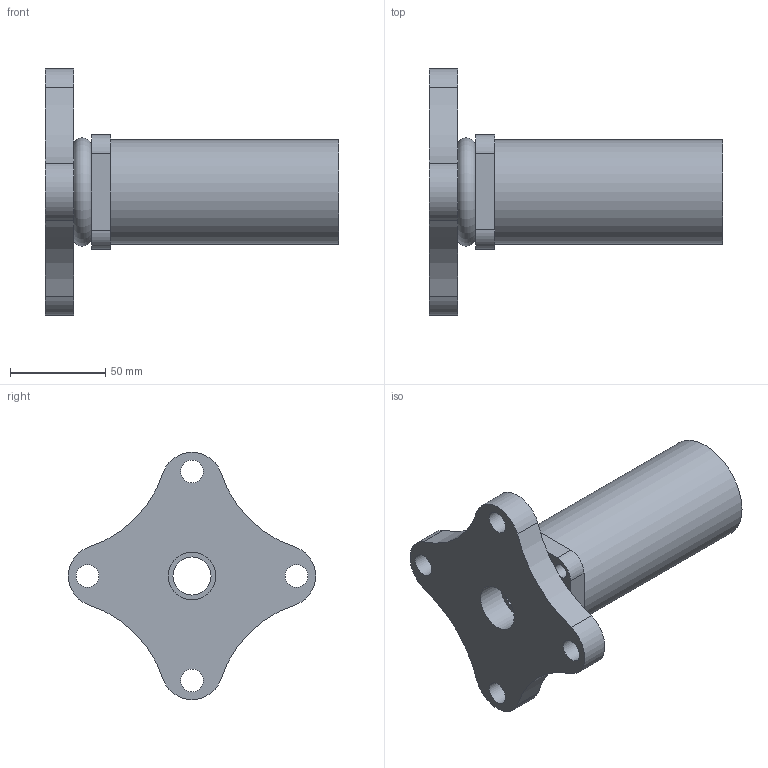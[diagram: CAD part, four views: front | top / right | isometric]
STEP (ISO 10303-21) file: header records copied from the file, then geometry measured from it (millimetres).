
FILE_DESCRIPTION(/* description */ (''),/* implementation_level */ '2;1');
FILE_NAME(/* name */ 'WheelHubFinalMirrored.step',/* time_stamp */ '2024-10-27T19:09:49+05:30',/* author */ (''),/* organization */ (''),/* preprocessor_version */ 'ST-DEVELOPER v20',/* originating_system */ 'Autodesk Translation Framework v13.20.0.188',/* authorisation */ '');
FILE_SCHEMA (('AUTOMOTIVE_DESIGN { 1 0 10303 214 3 1 1 }'));
Length unit declared in the file: millimetre
Products named in the file (1): Component1(Mirror)
Bounding box: 154.5 x 130 x 130 mm (x, y, z)
Volume: 294776.2 mm3; surface area: 72612.4 mm2
Topology: 1 solids, 1 shells, 42 faces, 96 edges, 63 vertices
Faces by surface type: cylinder 26, plane 14, torus 2
Full cylindrical faces by diameter (mm): 8 x4, 12 x4, 20 x1, 25 x1, 30 x1, 35.927 x1, 40 x1, 55 x1
Entity records: 1285 total; most frequent: DIRECTION 240, CARTESIAN_POINT 202, ORIENTED_EDGE 192, AXIS2_PLACEMENT_3D 101, EDGE_CURVE 96, EDGE_LOOP 68, VERTEX_POINT 63, CIRCLE 58
